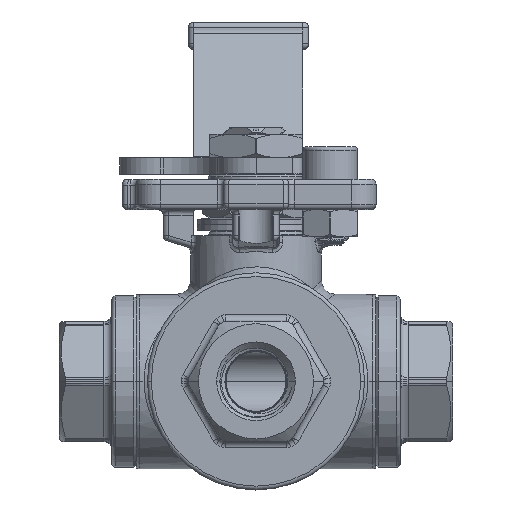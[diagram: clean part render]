
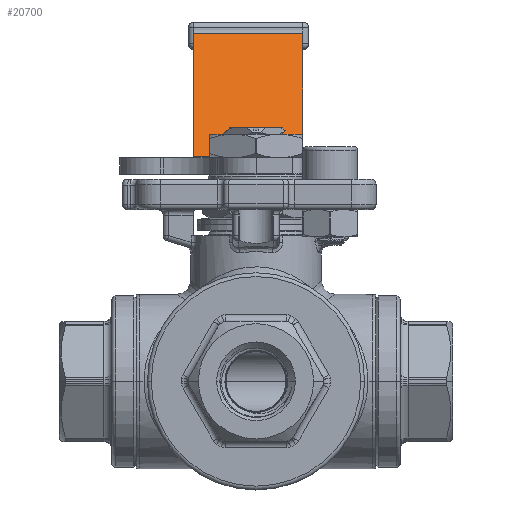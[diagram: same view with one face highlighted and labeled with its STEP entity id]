
A CAD part, top view. The second image highlights one B-rep face of the part: STEP entity #20700.
In plain terms, the highlighted planar face has unit normal (0, 0.707, 0.707).
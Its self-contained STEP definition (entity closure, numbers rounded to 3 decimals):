
#5220 = EDGE_CURVE ( 'NONE', #109332, #109318, #16695, .T. ) ;
#5263 = EDGE_CURVE ( 'NONE', #109332, #109322, #16656, .T. ) ;
#5440 = EDGE_CURVE ( 'NONE', #109322, #109333, #16498, .T. ) ;
#5615 = EDGE_CURVE ( 'NONE', #109333, #109318, #16273, .T. ) ;
#8651 = DIRECTION ( 'NONE',  ( 0., -0.707, 0.707 ) ) ;
#8657 = CARTESIAN_POINT ( 'NONE',  ( -11.4, 63.828, -42.828 ) ) ;
#14666 = AXIS2_PLACEMENT_3D ( 'NONE', #115641, #115642, #115643 ) ;
#16262 = VECTOR ( 'NONE', #8651, 1000. ) ;
#16273 = LINE ( 'NONE', #8657, #16262 ) ;
#16494 = VECTOR ( 'NONE', #20553, 1000. ) ;
#16498 = LINE ( 'NONE', #20527, #16494 ) ;
#16653 = VECTOR ( 'NONE', #38499, 1000. ) ;
#16656 = LINE ( 'NONE', #38738, #16653 ) ;
#16692 = VECTOR ( 'NONE', #43067, 1000. ) ;
#16695 = LINE ( 'NONE', #43079, #16692 ) ;
#17091 = ORIENTED_EDGE ( 'NONE', *, *, #5615, .T. ) ;
#17156 = ORIENTED_EDGE ( 'NONE', *, *, #5220, .F. ) ;
#17847 = ORIENTED_EDGE ( 'NONE', *, *, #5263, .T. ) ;
#17865 = ORIENTED_EDGE ( 'NONE', *, *, #5440, .T. ) ;
#20527 = CARTESIAN_POINT ( 'NONE',  ( 25., 63.828, -42.828 ) ) ;
#20553 = DIRECTION ( 'NONE',  ( -1., 0., 0. ) ) ;
#20700 = ADVANCED_FACE ( 'NONE', ( #37678 ), #115621, .F. ) ;
#28524 = EDGE_LOOP ( 'NONE', ( #17156, #17847, #17865, #17091 ) ) ;
#37678 = FACE_OUTER_BOUND ( 'NONE', #28524, .T. ) ;
#38499 = DIRECTION ( 'NONE',  ( 0., 0.707, -0.707 ) ) ;
#38738 = CARTESIAN_POINT ( 'NONE',  ( 8.6, 63.828, -42.828 ) ) ;
#43067 = DIRECTION ( 'NONE',  ( -1., 0., 0. ) ) ;
#43079 = CARTESIAN_POINT ( 'NONE',  ( 25., 41.293, -20.293 ) ) ;
#48250 = CARTESIAN_POINT ( 'NONE',  ( -11.4, 41.293, -20.293 ) ) ;
#48254 = CARTESIAN_POINT ( 'NONE',  ( 8.6, 63.828, -42.828 ) ) ;
#48259 = CARTESIAN_POINT ( 'NONE',  ( 8.6, 41.293, -20.293 ) ) ;
#48260 = CARTESIAN_POINT ( 'NONE',  ( -11.4, 63.828, -42.828 ) ) ;
#109318 = VERTEX_POINT ( 'NONE', #48250 ) ;
#109322 = VERTEX_POINT ( 'NONE', #48254 ) ;
#109332 = VERTEX_POINT ( 'NONE', #48259 ) ;
#109333 = VERTEX_POINT ( 'NONE', #48260 ) ;
#115621 = PLANE ( 'NONE',  #14666 ) ;
#115641 = CARTESIAN_POINT ( 'NONE',  ( 25., 63.828, -42.828 ) ) ;
#115642 = DIRECTION ( 'NONE',  ( 0., -0.707, -0.707 ) ) ;
#115643 = DIRECTION ( 'NONE',  ( 0., 0.707, -0.707 ) ) ;
